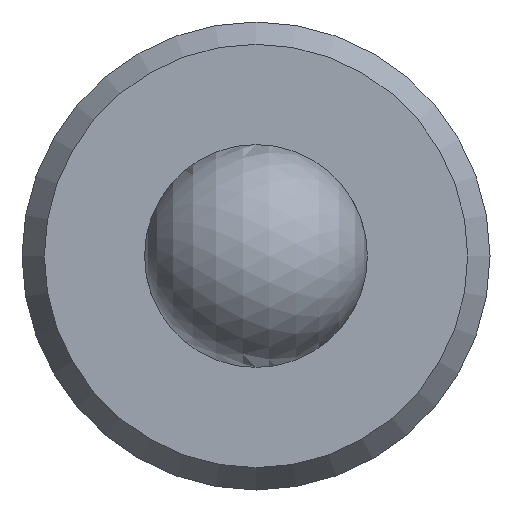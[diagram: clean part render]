
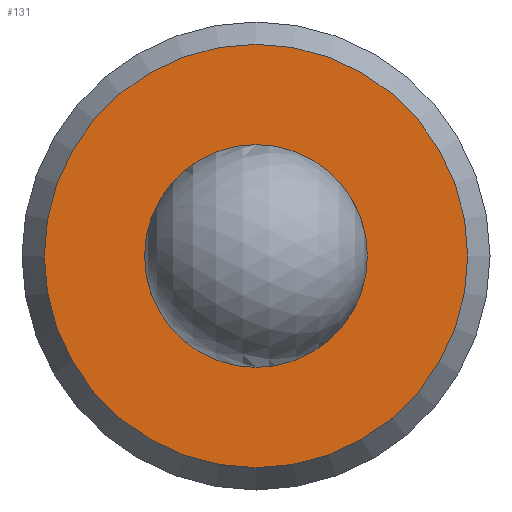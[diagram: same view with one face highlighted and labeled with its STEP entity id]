
A CAD part, front view. The second image highlights one B-rep face of the part: STEP entity #131.
In plain terms, the highlighted planar face has unit normal (0, -1, 0).
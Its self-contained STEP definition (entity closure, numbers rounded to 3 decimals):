
#98=PLANE('',#279);
#108=CIRCLE('',#257,0.95);
#110=CIRCLE('',#261,0.5);
#131=ADVANCED_FACE('',(#163,#164),#98,.T.);
#163=FACE_BOUND('',#191,.T.);
#164=FACE_BOUND('',#192,.T.);
#191=EDGE_LOOP('',(#219));
#192=EDGE_LOOP('',(#220));
#219=ORIENTED_EDGE('',*,*,#241,.T.);
#220=ORIENTED_EDGE('',*,*,#243,.F.);
#226=VERTEX_POINT('',#476);
#228=VERTEX_POINT('',#482);
#241=EDGE_CURVE('',#226,#226,#108,.T.);
#243=EDGE_CURVE('',#228,#228,#110,.T.);
#257=AXIS2_PLACEMENT_3D('',#475,#287,#288);
#261=AXIS2_PLACEMENT_3D('',#481,#295,#296);
#279=AXIS2_PLACEMENT_3D('',#509,#331,#332);
#287=DIRECTION('',(0.,-1.,0.));
#288=DIRECTION('',(0.,0.,-1.));
#295=DIRECTION('',(0.,-1.,0.));
#296=DIRECTION('',(0.,0.,-1.));
#331=DIRECTION('',(0.,-1.,0.));
#332=DIRECTION('',(0.,0.,1.));
#475=CARTESIAN_POINT('',(0.,-1.9,0.));
#476=CARTESIAN_POINT('',(0.,-1.9,-0.95));
#481=CARTESIAN_POINT('',(0.,-1.9,0.));
#482=CARTESIAN_POINT('',(0.,-1.9,-0.5));
#509=CARTESIAN_POINT('',(0.,-1.9,0.));
